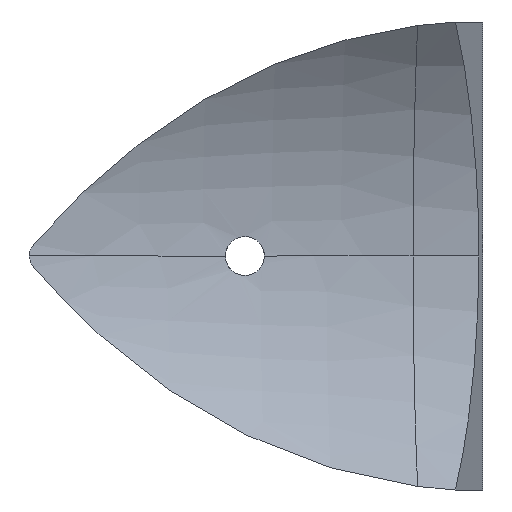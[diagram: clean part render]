
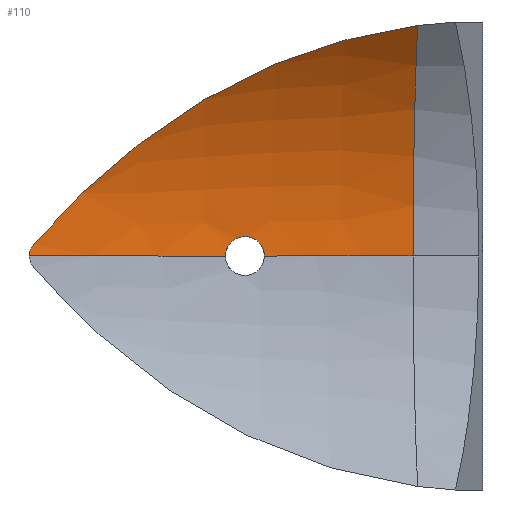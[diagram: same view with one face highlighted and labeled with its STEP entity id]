
A CAD part, left-side view. The second image highlights one B-rep face of the part: STEP entity #110.
In plain terms, the highlighted toroidal (fillet/blend) face has major radius 132.346 mm and minor radius 221.262 mm.
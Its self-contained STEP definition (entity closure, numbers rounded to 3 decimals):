
#110=ADVANCED_FACE('',(#299),#300,.F.);
#299=FACE_OUTER_BOUND('',#564,.T.);
#300=TOROIDAL_SURFACE('',#565,-132.346,221.262);
#564=EDGE_LOOP('',(#1351,#1352,#1353,#1354,#1355,#1356,#1357));
#565=AXIS2_PLACEMENT_3D('',#1358,#1359,#1360);
#1351=ORIENTED_EDGE('',*,*,#2141,.F.);
#1352=ORIENTED_EDGE('',*,*,#2142,.F.);
#1353=ORIENTED_EDGE('',*,*,#2143,.F.);
#1354=ORIENTED_EDGE('',*,*,#2144,.F.);
#1355=ORIENTED_EDGE('',*,*,#2145,.F.);
#1356=ORIENTED_EDGE('',*,*,#2146,.T.);
#1357=ORIENTED_EDGE('',*,*,#2147,.T.);
#1358=CARTESIAN_POINT('',(-141.065,46.71,0.0));
#1359=DIRECTION('',(0.052,-0.999,0.0));
#1360=DIRECTION('',(0.999,0.052,0.0));
#2141=EDGE_CURVE('',#2483,#2484,#2485,.T.);
#2142=EDGE_CURVE('',#2486,#2483,#2487,.T.);
#2143=EDGE_CURVE('',#2488,#2486,#2489,.T.);
#2144=EDGE_CURVE('',#2490,#2488,#2491,.T.);
#2145=EDGE_CURVE('',#2492,#2490,#2493,.T.);
#2146=EDGE_CURVE('',#2492,#2494,#2495,.T.);
#2147=EDGE_CURVE('',#2494,#2484,#2496,.T.);
#2483=VERTEX_POINT('',#2995);
#2484=VERTEX_POINT('',#2996);
#2485=CIRCLE('',#2997,221.262);
#2486=VERTEX_POINT('',#2998);
#2487=CIRCLE('',#2999,88.9);
#2488=VERTEX_POINT('',#3000);
#2489=B_SPLINE_CURVE_WITH_KNOTS('',3,(#3001,#3002,#3003,#3004,#3005,#3006,#3007,#3008,#3009,#3010,#3011,#3012,#3013,#3014,#3015,#3016,#3017,#3018,#3019,#3020,#3021,#3022,#3023,#3024,#3025,#3026,#3027,#3028),.UNSPECIFIED.,.F.,.F.,(4,3,3,3,3,3,3,3,3,4),(-129.583,-97.187,-90.369,-84.041,-72.376,-60.267,-46.455,-34.316,-21.465,0.0),.UNSPECIFIED.);
#2490=VERTEX_POINT('',#3029);
#2491=B_SPLINE_CURVE_WITH_KNOTS('',3,(#3030,#3031,#3032,#3033,#3034,#3035),.UNSPECIFIED.,.F.,.F.,(4,2,4),(-9.346,-7.646,-5.703),.UNSPECIFIED.);
#2492=VERTEX_POINT('',#3036);
#2493=CIRCLE('',#3037,221.262);
#2494=VERTEX_POINT('',#3038);
#2495=B_SPLINE_CURVE_WITH_KNOTS('',3,(#3039,#3040,#3041,#3042,#3043,#3044,#3045,#3046,#3047,#3048,#3049,#3050),.UNSPECIFIED.,.F.,.F.,(4,2,2,2,2,4),(-15.974,-15.289,-13.52,-11.686,-9.645,-8.),.UNSPECIFIED.);
#2496=B_SPLINE_CURVE_WITH_KNOTS('',3,(#3051,#3052,#3053,#3054,#3055,#3056,#3057,#3058,#3059,#3060,#3061,#3062),.UNSPECIFIED.,.F.,.F.,(4,2,2,2,2,4),(-8.,-7.566,-5.544,-3.606,-1.71,0.0),.UNSPECIFIED.);
#2995=CARTESIAN_POINT('',(-52.146,48.684,0.));
#2996=CARTESIAN_POINT('',(-57.02,86.8,0.));
#2997=AXIS2_PLACEMENT_3D('',#4010,#4011,#4012);
#2998=CARTESIAN_POINT('',(-74.599,47.507,59.094));
#2999=AXIS2_PLACEMENT_3D('',#4013,#4014,#4015);
#3000=CARTESIAN_POINT('',(-79.144,145.9,3.03));
#3001=CARTESIAN_POINT('',(-79.534,146.674,2.137));
#3002=CARTESIAN_POINT('',(-76.393,140.56,9.225));
#3003=CARTESIAN_POINT('',(-74.318,133.647,16.387));
#3004=CARTESIAN_POINT('',(-73.059,125.737,23.186));
#3005=CARTESIAN_POINT('',(-72.794,124.073,24.617));
#3006=CARTESIAN_POINT('',(-72.565,122.364,26.033));
#3007=CARTESIAN_POINT('',(-72.371,120.609,27.428));
#3008=CARTESIAN_POINT('',(-72.19,118.98,28.723));
#3009=CARTESIAN_POINT('',(-72.039,117.308,30.002));
#3010=CARTESIAN_POINT('',(-71.916,115.616,31.247));
#3011=CARTESIAN_POINT('',(-71.689,112.496,33.541));
#3012=CARTESIAN_POINT('',(-71.557,109.292,35.727));
#3013=CARTESIAN_POINT('',(-71.501,106.007,37.793));
#3014=CARTESIAN_POINT('',(-71.442,102.597,39.939));
#3015=CARTESIAN_POINT('',(-71.465,99.106,41.951));
#3016=CARTESIAN_POINT('',(-71.549,95.543,43.818));
#3017=CARTESIAN_POINT('',(-71.644,91.478,45.949));
#3018=CARTESIAN_POINT('',(-71.819,87.317,47.892));
#3019=CARTESIAN_POINT('',(-72.047,83.067,49.636));
#3020=CARTESIAN_POINT('',(-72.247,79.332,51.169));
#3021=CARTESIAN_POINT('',(-72.488,75.535,52.545));
#3022=CARTESIAN_POINT('',(-72.755,71.69,53.756));
#3023=CARTESIAN_POINT('',(-73.037,67.619,55.038));
#3024=CARTESIAN_POINT('',(-73.347,63.49,56.137));
#3025=CARTESIAN_POINT('',(-73.67,59.318,57.046));
#3026=CARTESIAN_POINT('',(-74.209,52.351,58.563));
#3027=CARTESIAN_POINT('',(-74.78,45.283,59.547));
#3028=CARTESIAN_POINT('',(-75.334,38.163,59.986));
#3029=CARTESIAN_POINT('',(-79.717,147.068,0.));
#3030=CARTESIAN_POINT('',(-79.717,147.068,0.));
#3031=CARTESIAN_POINT('',(-79.717,147.068,0.534));
#3032=CARTESIAN_POINT('',(-79.67,146.971,1.055));
#3033=CARTESIAN_POINT('',(-79.48,146.582,2.102));
#3034=CARTESIAN_POINT('',(-79.329,146.274,2.601));
#3035=CARTESIAN_POINT('',(-79.144,145.9,3.03));
#3036=CARTESIAN_POINT('',(-59.439,96.8,0.));
#3037=AXIS2_PLACEMENT_3D('',#4016,#4017,#4018);
#3038=CARTESIAN_POINT('',(-58.317,91.8,5.));
#3039=CARTESIAN_POINT('',(-59.439,96.8,0.));
#3040=CARTESIAN_POINT('',(-59.439,96.8,0.227));
#3041=CARTESIAN_POINT('',(-59.436,96.785,0.455));
#3042=CARTESIAN_POINT('',(-59.413,96.673,1.265));
#3043=CARTESIAN_POINT('',(-59.375,96.491,1.829));
#3044=CARTESIAN_POINT('',(-59.257,95.929,2.884));
#3045=CARTESIAN_POINT('',(-59.176,95.549,3.363));
#3046=CARTESIAN_POINT('',(-58.966,94.59,4.203));
#3047=CARTESIAN_POINT('',(-58.835,94.004,4.537));
#3048=CARTESIAN_POINT('',(-58.571,92.864,4.915));
#3049=CARTESIAN_POINT('',(-58.446,92.333,5.));
#3050=CARTESIAN_POINT('',(-58.317,91.8,5.));
#3051=CARTESIAN_POINT('',(-58.317,91.8,5.));
#3052=CARTESIAN_POINT('',(-58.283,91.66,5.));
#3053=CARTESIAN_POINT('',(-58.249,91.52,4.994));
#3054=CARTESIAN_POINT('',(-58.054,90.726,4.927));
#3055=CARTESIAN_POINT('',(-57.893,90.089,4.744));
#3056=CARTESIAN_POINT('',(-57.598,88.945,4.153));
#3057=CARTESIAN_POINT('',(-57.465,88.442,3.759));
#3058=CARTESIAN_POINT('',(-57.244,87.617,2.808));
#3059=CARTESIAN_POINT('',(-57.157,87.297,2.263));
#3060=CARTESIAN_POINT('',(-57.047,86.898,1.135));
#3061=CARTESIAN_POINT('',(-57.02,86.8,0.57));
#3062=CARTESIAN_POINT('',(-57.02,86.8,0.));
#4010=CARTESIAN_POINT('',(-273.229,39.784,0.));
#4011=DIRECTION('',(0.,0.,1.0));
#4012=DIRECTION('',(0.999,0.052,0.));
#4013=CARTESIAN_POINT('',(-140.924,44.031,0.0));
#4014=DIRECTION('',(-0.052,0.999,0.0));
#4015=DIRECTION('',(-0.999,-0.052,0.0));
#4016=CARTESIAN_POINT('',(-273.229,39.784,0.));
#4017=DIRECTION('',(0.,0.,1.0));
#4018=DIRECTION('',(0.999,0.052,0.));
